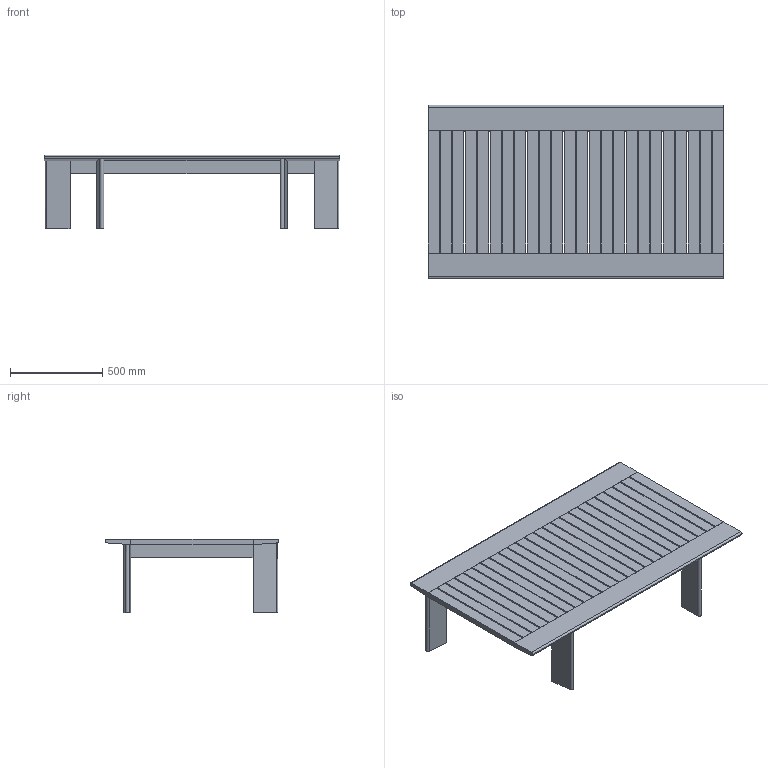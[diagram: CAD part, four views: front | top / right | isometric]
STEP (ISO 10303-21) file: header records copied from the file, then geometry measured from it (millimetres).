
FILE_DESCRIPTION(/* description */ (''),/* implementation_level */ '2;1');
FILE_NAME(/* name */ 'Rail_CB-497L_3D',/* time_stamp */ '2023-10-06T13:30:35+02:00',/* author */ (''),/* organization */ (''),/* preprocessor_version */ 'ST-DEVELOPER v16.5',/* originating_system */ 'Rhino 7.31',/* authorisation */ '');
FILE_SCHEMA (('AUTOMOTIVE_DESIGN'));
Length unit declared in the file: centimetre
Products named in the file (2): Document; Rail_CB_497L
Assembly tree (1 placements, depth 2):
  Document
    Rail_CB_497L
Bounding box: 1599.85 x 940 x 400 mm (x, y, z)
Volume: 52992822.6 mm3; surface area: 5230877.5 mm2
Topology: 34 solids, 34 shells, 208 faces, 420 edges, 280 vertices
Faces by surface type: plane 198, cylinder 6, bspline 4
Entity records: 5553 total; most frequent: CARTESIAN_POINT 1936, ORIENTED_EDGE 840, EDGE_CURVE 420, B_SPLINE_CURVE_WITH_KNOTS 416, VERTEX_POINT 280, DIRECTION 212, ADVANCED_FACE 208, FACE_OUTER_BOUND 208
